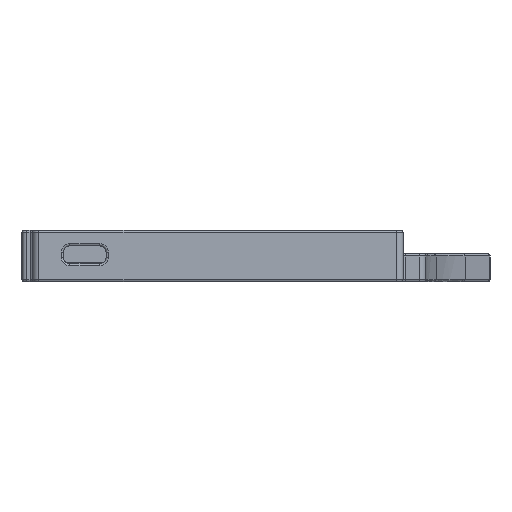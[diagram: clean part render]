
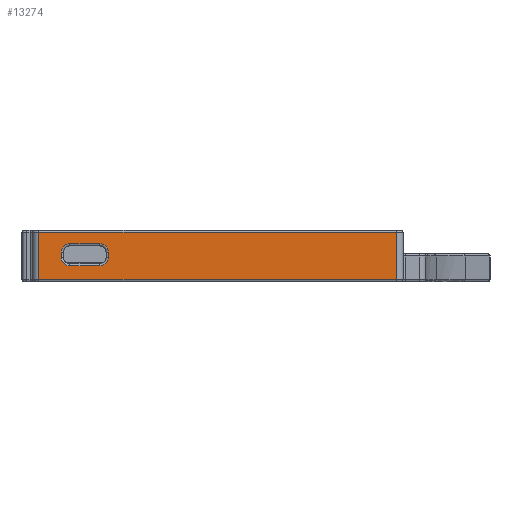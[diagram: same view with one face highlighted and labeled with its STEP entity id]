
A CAD part, left-side view. The second image highlights one B-rep face of the part: STEP entity #13274.
In plain terms, the highlighted planar face has unit normal (-1, 0, 0).
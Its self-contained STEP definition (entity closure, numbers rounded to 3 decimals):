
#165=FACE_BOUND('',#2517,.T.);
#454=CIRCLE('',#14304,2.);
#455=CIRCLE('',#14305,2.);
#456=CIRCLE('',#14306,2.);
#457=CIRCLE('',#14307,2.);
#1631=FACE_OUTER_BOUND('',#2516,.T.);
#2516=EDGE_LOOP('',(#9244,#9245,#9246,#9247));
#2517=EDGE_LOOP('',(#9248,#9249,#9250,#9251,#9252,#9253,#9254,#9255));
#3550=LINE('',#21121,#4675);
#3551=LINE('',#21124,#4676);
#3552=LINE('',#21126,#4677);
#3553=LINE('',#21127,#4678);
#3554=LINE('',#21130,#4679);
#3555=LINE('',#21134,#4680);
#3556=LINE('',#21138,#4681);
#3557=LINE('',#21142,#4682);
#4675=VECTOR('',#16381,10.);
#4676=VECTOR('',#16384,10.);
#4677=VECTOR('',#16385,10.);
#4678=VECTOR('',#16386,10.);
#4679=VECTOR('',#16387,10.);
#4680=VECTOR('',#16390,10.);
#4681=VECTOR('',#16393,10.);
#4682=VECTOR('',#16396,10.);
#5919=VERTEX_POINT('',#21105);
#5922=VERTEX_POINT('',#21112);
#5925=VERTEX_POINT('',#21123);
#5926=VERTEX_POINT('',#21125);
#5927=VERTEX_POINT('',#21128);
#5928=VERTEX_POINT('',#21129);
#5929=VERTEX_POINT('',#21131);
#5930=VERTEX_POINT('',#21133);
#5931=VERTEX_POINT('',#21135);
#5932=VERTEX_POINT('',#21137);
#5933=VERTEX_POINT('',#21139);
#5934=VERTEX_POINT('',#21141);
#7156=EDGE_CURVE('',#5922,#5919,#3550,.T.);
#7157=EDGE_CURVE('',#5925,#5922,#3551,.T.);
#7158=EDGE_CURVE('',#5926,#5925,#3552,.T.);
#7159=EDGE_CURVE('',#5919,#5926,#3553,.T.);
#7160=EDGE_CURVE('',#5927,#5928,#3554,.T.);
#7161=EDGE_CURVE('',#5929,#5927,#454,.T.);
#7162=EDGE_CURVE('',#5930,#5929,#3555,.T.);
#7163=EDGE_CURVE('',#5931,#5930,#455,.T.);
#7164=EDGE_CURVE('',#5932,#5931,#3556,.T.);
#7165=EDGE_CURVE('',#5933,#5932,#456,.T.);
#7166=EDGE_CURVE('',#5934,#5933,#3557,.T.);
#7167=EDGE_CURVE('',#5928,#5934,#457,.T.);
#9244=ORIENTED_EDGE('',*,*,#7156,.F.);
#9245=ORIENTED_EDGE('',*,*,#7157,.F.);
#9246=ORIENTED_EDGE('',*,*,#7158,.F.);
#9247=ORIENTED_EDGE('',*,*,#7159,.F.);
#9248=ORIENTED_EDGE('',*,*,#7160,.F.);
#9249=ORIENTED_EDGE('',*,*,#7161,.F.);
#9250=ORIENTED_EDGE('',*,*,#7162,.F.);
#9251=ORIENTED_EDGE('',*,*,#7163,.F.);
#9252=ORIENTED_EDGE('',*,*,#7164,.F.);
#9253=ORIENTED_EDGE('',*,*,#7165,.F.);
#9254=ORIENTED_EDGE('',*,*,#7166,.F.);
#9255=ORIENTED_EDGE('',*,*,#7167,.F.);
#12992=PLANE('',#14303);
#13274=ADVANCED_FACE('',(#1631,#165),#12992,.T.);
#14303=AXIS2_PLACEMENT_3D('',#21122,#16382,#16383);
#14304=AXIS2_PLACEMENT_3D('',#21132,#16388,#16389);
#14305=AXIS2_PLACEMENT_3D('',#21136,#16391,#16392);
#14306=AXIS2_PLACEMENT_3D('',#21140,#16394,#16395);
#14307=AXIS2_PLACEMENT_3D('',#21143,#16397,#16398);
#16381=DIRECTION('',(0.,0.,-1.));
#16382=DIRECTION('center_axis',(-1.,0.,0.));
#16383=DIRECTION('ref_axis',(0.,-1.,0.));
#16384=DIRECTION('',(0.,-1.,0.));
#16385=DIRECTION('',(0.,0.,1.));
#16386=DIRECTION('',(0.,1.,0.));
#16387=DIRECTION('',(0.,0.,1.));
#16388=DIRECTION('center_axis',(-1.,0.,0.));
#16389=DIRECTION('ref_axis',(0.,-0.707,-0.707));
#16390=DIRECTION('',(0.,-1.,0.));
#16391=DIRECTION('center_axis',(-1.,0.,0.));
#16392=DIRECTION('ref_axis',(0.,0.707,-0.707));
#16393=DIRECTION('',(0.,0.,-1.));
#16394=DIRECTION('center_axis',(-1.,0.,0.));
#16395=DIRECTION('ref_axis',(0.,0.707,0.707));
#16396=DIRECTION('',(0.,1.,0.));
#16397=DIRECTION('center_axis',(-1.,0.,0.));
#16398=DIRECTION('ref_axis',(0.,-0.707,0.707));
#21105=CARTESIAN_POINT('',(-54.5,-46.35,-0.1));
#21112=CARTESIAN_POINT('',(-54.5,-46.35,10.9));
#21121=CARTESIAN_POINT('',(-54.5,-46.35,6.4));
#21122=CARTESIAN_POINT('Origin',(-54.5,38.825,1.4));
#21123=CARTESIAN_POINT('',(-54.5,37.325,10.9));
#21124=CARTESIAN_POINT('',(-54.5,12.637,10.9));
#21125=CARTESIAN_POINT('',(-54.5,37.325,-0.1));
#21126=CARTESIAN_POINT('',(-54.5,37.325,1.4));
#21127=CARTESIAN_POINT('',(-54.5,-2.013,-0.1));
#21128=CARTESIAN_POINT('',(-54.5,21.1,5.09));
#21129=CARTESIAN_POINT('',(-54.5,21.1,6.26));
#21130=CARTESIAN_POINT('',(-54.5,21.1,3.245));
#21131=CARTESIAN_POINT('',(-54.5,23.1,3.09));
#21132=CARTESIAN_POINT('Origin',(-54.5,23.1,5.09));
#21133=CARTESIAN_POINT('',(-54.5,30.1,3.09));
#21134=CARTESIAN_POINT('',(-54.5,34.463,3.09));
#21135=CARTESIAN_POINT('',(-54.5,32.1,5.09));
#21136=CARTESIAN_POINT('Origin',(-54.5,30.1,5.09));
#21137=CARTESIAN_POINT('',(-54.5,32.1,6.26));
#21138=CARTESIAN_POINT('',(-54.5,32.1,3.83));
#21139=CARTESIAN_POINT('',(-54.5,30.1,8.26));
#21140=CARTESIAN_POINT('Origin',(-54.5,30.1,6.26));
#21141=CARTESIAN_POINT('',(-54.5,23.1,8.26));
#21142=CARTESIAN_POINT('',(-54.5,30.963,8.26));
#21143=CARTESIAN_POINT('Origin',(-54.5,23.1,6.26));
